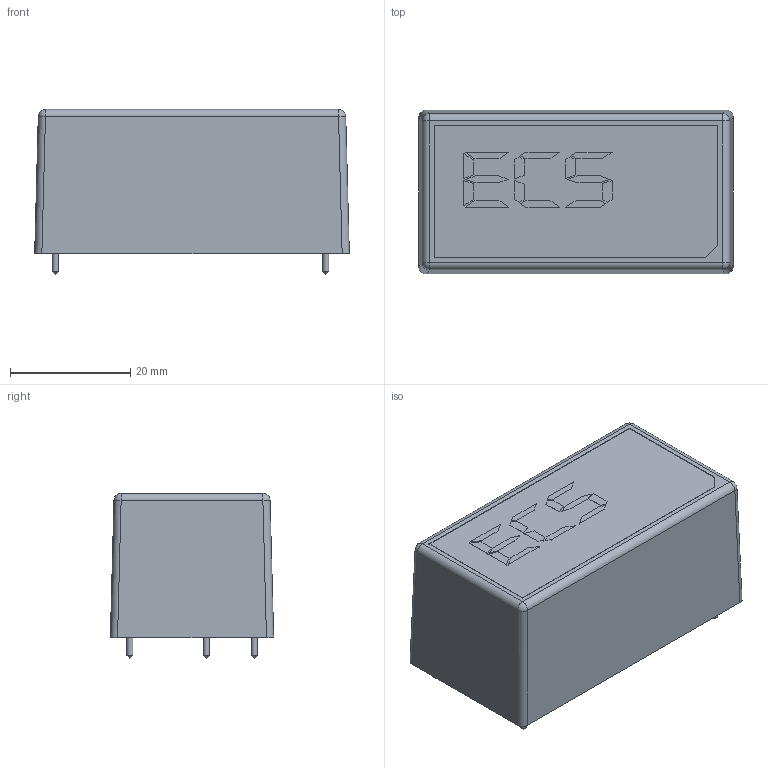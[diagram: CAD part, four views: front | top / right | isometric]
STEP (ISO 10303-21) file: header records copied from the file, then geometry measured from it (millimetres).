
FILE_DESCRIPTION(/* description */ (''),/* implementation_level */ '2;1');
FILE_NAME(/* name */ 'IRM-20 v2.step',/* time_stamp */ '2022-05-04T11:35:24+02:00',/* author */ (''),/* organization */ (''),/* preprocessor_version */ 'ST-DEVELOPER v18.1',/* originating_system */ 'Autodesk Translation Framework v10.14.0.1471',/* authorisation */ '');
FILE_SCHEMA (('AUTOMOTIVE_DESIGN { 1 0 10303 214 3 1 1 }'));
Length unit declared in the file: millimetre
Products named in the file (8): IRM-20; ÊU£/; SS; PcB; a1; pin.1; ÊW£/; ECS_LOGO
Assembly tree (10 placements, depth 3):
  IRM-20
    ÊU£/
    SS
    PcB
    a1
      pin.1  x4
    ÊW£/
    ECS_LOGO
Bounding box: 52.4 x 27.2 x 27.5 mm (x, y, z)
Volume: 14525 mm3; surface area: 18052.6 mm2
Topology: 22 solids, 22 shells, 350 faces, 832 edges, 534 vertices
Faces by surface type: plane 240, cylinder 78, bspline 16, cone 8, sphere 8
Full cylindrical faces by diameter (mm): 1.04 x8, 1.2 x2, 1.25 x2, 1.6 x4, 1.8 x4, 12.7 x1
Entity records: 11162 total; most frequent: CARTESIAN_POINT 3192, ORIENTED_EDGE 1582, DIRECTION 1570, EDGE_CURVE 791, LINE 620, VECTOR 620, VERTEX_POINT 513, AXIS2_PLACEMENT_3D 475
